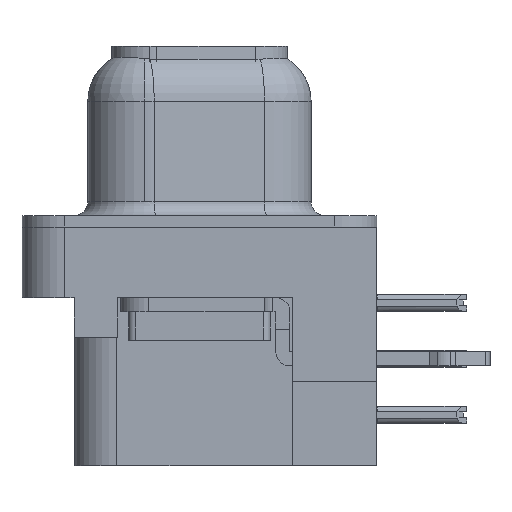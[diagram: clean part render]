
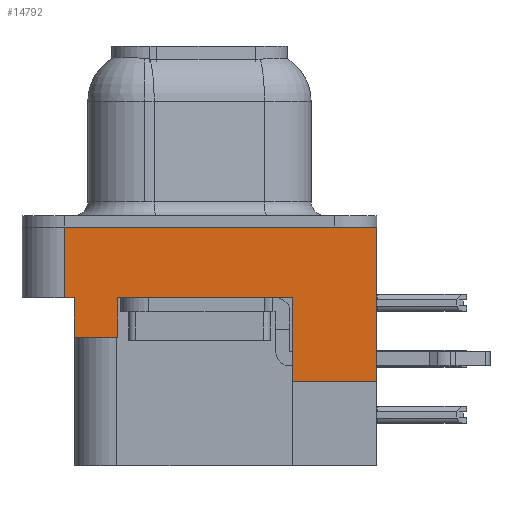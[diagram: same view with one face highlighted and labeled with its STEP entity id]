
A CAD part, left-side view. The second image highlights one B-rep face of the part: STEP entity #14792.
In plain terms, the highlighted planar face has unit normal (-1, 0, 0).
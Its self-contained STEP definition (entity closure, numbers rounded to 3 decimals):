
#1014 = DIRECTION ( 'NONE',  ( 0., -1., 0. ) ) ;
#1078 = VERTEX_POINT ( 'NONE', #29935 ) ;
#1156 = ORIENTED_EDGE ( 'NONE', *, *, #12178, .T. ) ;
#2002 = CARTESIAN_POINT ( 'NONE',  ( -2.91, 4.425, -3.9 ) ) ;
#2708 = CARTESIAN_POINT ( 'NONE',  ( -2.91, 4.775, -2.5 ) ) ;
#2718 = CARTESIAN_POINT ( 'NONE',  ( -2.91, -3.295, -8.45 ) ) ;
#2821 = LINE ( 'NONE', #2708, #10254 ) ;
#3437 = EDGE_CURVE ( 'NONE', #34825, #11059, #27627, .T. ) ;
#3579 = ORIENTED_EDGE ( 'NONE', *, *, #12124, .F. ) ;
#4197 = CARTESIAN_POINT ( 'NONE',  ( -2.91, -6.275, -2.5 ) ) ;
#4595 = DIRECTION ( 'NONE',  ( 0., 1., 0. ) ) ;
#4708 = LINE ( 'NONE', #17871, #13040 ) ;
#5282 = EDGE_CURVE ( 'NONE', #33100, #34825, #14257, .T. ) ;
#5865 = CARTESIAN_POINT ( 'NONE',  ( -2.91, 4.425, -3.9 ) ) ;
#5918 = EDGE_CURVE ( 'NONE', #1078, #6134, #14220, .T. ) ;
#6134 = VERTEX_POINT ( 'NONE', #17469 ) ;
#6505 = CARTESIAN_POINT ( 'NONE',  ( -2.91, -6.275, -2.5 ) ) ;
#6727 = ORIENTED_EDGE ( 'NONE', *, *, #6982, .F. ) ;
#6982 = EDGE_CURVE ( 'NONE', #24969, #19177, #9302, .T. ) ;
#7182 = VERTEX_POINT ( 'NONE', #29448 ) ;
#7249 = CARTESIAN_POINT ( 'NONE',  ( -2.91, -6.275, 0. ) ) ;
#7651 = CARTESIAN_POINT ( 'NONE',  ( -2.91, 2.895, -3.9 ) ) ;
#8181 = CARTESIAN_POINT ( 'NONE',  ( -2.91, 2.895, -3.9 ) ) ;
#8617 = LINE ( 'NONE', #5865, #36005 ) ;
#8687 = DIRECTION ( 'NONE',  ( 0., 1., 0. ) ) ;
#8698 = CARTESIAN_POINT ( 'NONE',  ( -2.91, 4.775, 0. ) ) ;
#9302 = LINE ( 'NONE', #27780, #31016 ) ;
#10254 = VECTOR ( 'NONE', #19559, 1000. ) ;
#10402 = LINE ( 'NONE', #4197, #28106 ) ;
#10805 = AXIS2_PLACEMENT_3D ( 'NONE', #6505, #31963, #14983 ) ;
#11059 = VERTEX_POINT ( 'NONE', #13809 ) ;
#12124 = EDGE_CURVE ( 'NONE', #32730, #26152, #4708, .T. ) ;
#12178 = EDGE_CURVE ( 'NONE', #24969, #26152, #10402, .T. ) ;
#12572 = VECTOR ( 'NONE', #20185, 1000. ) ;
#12818 = ORIENTED_EDGE ( 'NONE', *, *, #5918, .F. ) ;
#13040 = VECTOR ( 'NONE', #1014, 1000. ) ;
#13272 = DIRECTION ( 'NONE',  ( 0., 0., 1. ) ) ;
#13746 = ORIENTED_EDGE ( 'NONE', *, *, #34875, .F. ) ;
#13809 = CARTESIAN_POINT ( 'NONE',  ( -2.91, -3.295, -2.5 ) ) ;
#14220 = LINE ( 'NONE', #2002, #35875 ) ;
#14257 = LINE ( 'NONE', #7651, #35016 ) ;
#14411 = EDGE_CURVE ( 'NONE', #7182, #6134, #28201, .T. ) ;
#14792 = ADVANCED_FACE ( 'NONE', ( #20242 ), #29100, .T. ) ;
#14801 = ORIENTED_EDGE ( 'NONE', *, *, #26308, .F. ) ;
#14983 = DIRECTION ( 'NONE',  ( 0., 0., 1. ) ) ;
#15946 = DIRECTION ( 'NONE',  ( 0., -1., 0. ) ) ;
#16949 = CARTESIAN_POINT ( 'NONE',  ( -2.91, 2.895, -2.5 ) ) ;
#17469 = CARTESIAN_POINT ( 'NONE',  ( -2.91, 4.425, -2.5 ) ) ;
#17871 = CARTESIAN_POINT ( 'NONE',  ( -2.91, -6.275, 0. ) ) ;
#17927 = VECTOR ( 'NONE', #22416, 1000. ) ;
#18807 = CARTESIAN_POINT ( 'NONE',  ( -2.91, -6.275, -2.5 ) ) ;
#19177 = VERTEX_POINT ( 'NONE', #35802 ) ;
#19282 = ORIENTED_EDGE ( 'NONE', *, *, #29779, .F. ) ;
#19559 = DIRECTION ( 'NONE',  ( 0., 0., 1. ) ) ;
#20185 = DIRECTION ( 'NONE',  ( 0., -1., 0. ) ) ;
#20242 = FACE_OUTER_BOUND ( 'NONE', #23189, .T. ) ;
#22416 = DIRECTION ( 'NONE',  ( 0., 0., 1. ) ) ;
#23025 = CARTESIAN_POINT ( 'NONE',  ( -2.91, -6.275, -2.5 ) ) ;
#23189 = EDGE_LOOP ( 'NONE', ( #6727, #1156, #3579, #19282, #25608, #12818, #13746, #25209, #29080, #14801 ) ) ;
#23933 = DIRECTION ( 'NONE',  ( 0., 0., 1. ) ) ;
#24969 = VERTEX_POINT ( 'NONE', #35984 ) ;
#25209 = ORIENTED_EDGE ( 'NONE', *, *, #5282, .T. ) ;
#25446 = LINE ( 'NONE', #2718, #17927 ) ;
#25608 = ORIENTED_EDGE ( 'NONE', *, *, #14411, .T. ) ;
#26152 = VERTEX_POINT ( 'NONE', #7249 ) ;
#26308 = EDGE_CURVE ( 'NONE', #19177, #11059, #25446, .T. ) ;
#27306 = VECTOR ( 'NONE', #15946, 1000. ) ;
#27400 = DIRECTION ( 'NONE',  ( 0., 0., 1. ) ) ;
#27627 = LINE ( 'NONE', #23025, #12572 ) ;
#27780 = CARTESIAN_POINT ( 'NONE',  ( -2.91, -6.295, -5.45 ) ) ;
#28106 = VECTOR ( 'NONE', #23933, 1000. ) ;
#28201 = LINE ( 'NONE', #18807, #27306 ) ;
#29080 = ORIENTED_EDGE ( 'NONE', *, *, #3437, .T. ) ;
#29100 = PLANE ( 'NONE',  #10805 ) ;
#29448 = CARTESIAN_POINT ( 'NONE',  ( -2.91, 4.775, -2.5 ) ) ;
#29779 = EDGE_CURVE ( 'NONE', #7182, #32730, #2821, .T. ) ;
#29935 = CARTESIAN_POINT ( 'NONE',  ( -2.91, 4.425, -3.9 ) ) ;
#31016 = VECTOR ( 'NONE', #4595, 1000. ) ;
#31963 = DIRECTION ( 'NONE',  ( -1., 0., 0. ) ) ;
#32730 = VERTEX_POINT ( 'NONE', #8698 ) ;
#33100 = VERTEX_POINT ( 'NONE', #8181 ) ;
#34825 = VERTEX_POINT ( 'NONE', #16949 ) ;
#34875 = EDGE_CURVE ( 'NONE', #33100, #1078, #8617, .T. ) ;
#35016 = VECTOR ( 'NONE', #27400, 1000. ) ;
#35802 = CARTESIAN_POINT ( 'NONE',  ( -2.91, -3.295, -5.45 ) ) ;
#35875 = VECTOR ( 'NONE', #13272, 1000. ) ;
#35984 = CARTESIAN_POINT ( 'NONE',  ( -2.91, -6.275, -5.45 ) ) ;
#36005 = VECTOR ( 'NONE', #8687, 1000. ) ;
